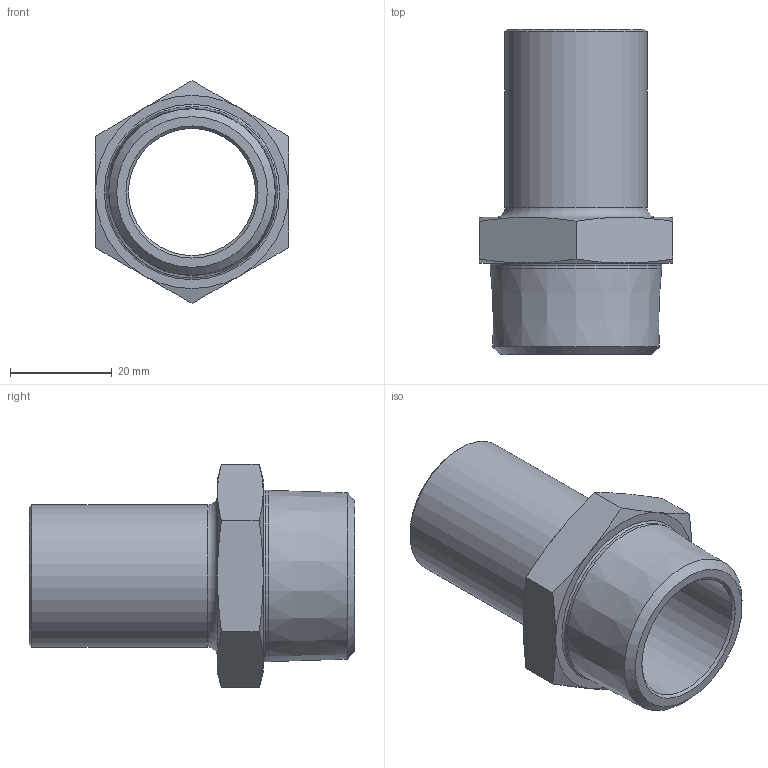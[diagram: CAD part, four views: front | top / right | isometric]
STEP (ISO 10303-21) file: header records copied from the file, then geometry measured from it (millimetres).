
FILE_DESCRIPTION(/* description */ ('MANICOTTO CON INSERIMENTO FILETTO M 28x1'''''),/* implementation_level */ '2;1');
FILE_NAME(/* name */ '269100128_Inoxpres.stp',/* time_stamp */ '2022-10-13T08:58:54+02:00',/* author */ ('Vault'),/* organization */ ('Raccorderie metalliche s.p.a. '),/* preprocessor_version */ 'ST-DEVELOPER v18.1',/* originating_system */ 'Autodesk Inventor 2020',/* authorisation */ 'Raccorderie metalliche s.p.a. ');
FILE_SCHEMA (('AUTOMOTIVE_DESIGN { 1 0 10303 214 3 1 1 }'));
Length unit declared in the file: millimetre
Products named in the file (1): 269100128_Inoxpres
Bounding box: 38 x 64 x 43.88 mm (x, y, z)
Volume: 18090.4 mm3; surface area: 12492.6 mm2
Topology: 1 solids, 1 shells, 32 faces, 74 edges, 46 vertices
Faces by surface type: cone 17, plane 10, cylinder 3, torus 2
Full cylindrical faces by diameter (mm): 25 x1, 28 x1, 33.7 x1
Entity records: 935 total; most frequent: CARTESIAN_POINT 201, DIRECTION 152, ORIENTED_EDGE 148, EDGE_CURVE 74, AXIS2_PLACEMENT_3D 69, VERTEX_POINT 46, EDGE_LOOP 36, CIRCLE 36
